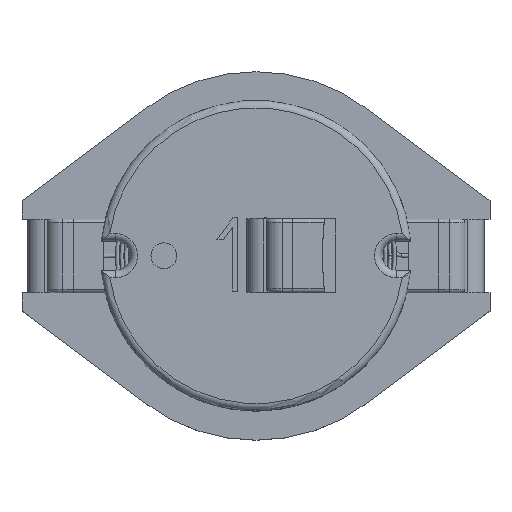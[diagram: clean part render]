
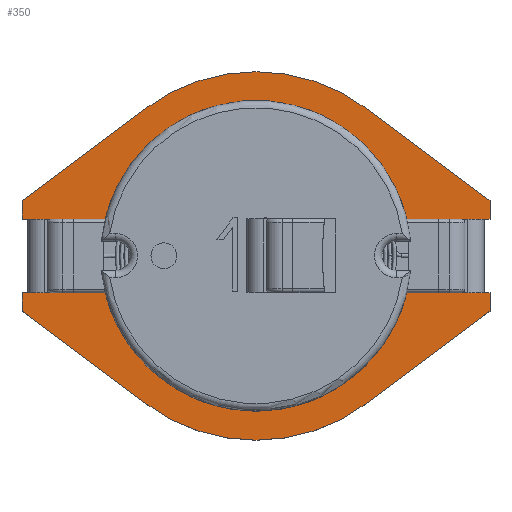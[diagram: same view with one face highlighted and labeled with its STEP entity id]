
A CAD part, top view. The second image highlights one B-rep face of the part: STEP entity #350.
In plain terms, the highlighted planar face has unit normal (0, 0, 1).
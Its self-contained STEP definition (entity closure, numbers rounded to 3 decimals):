
#350 = ADVANCED_FACE( '', ( #660, #661 ), #662, .F. );
#660 = FACE_BOUND( '', #954, .T. );
#661 = FACE_OUTER_BOUND( '', #955, .T. );
#662 = PLANE( '', #956 );
#954 = EDGE_LOOP( '', ( #7739 ) );
#955 = EDGE_LOOP( '', ( #7740, #7741, #7742, #7743, #7744, #7745, #7746, #7747, #7748, #7749, #7750, #7751, #7752, #7753, #7754, #7755 ) );
#956 = AXIS2_PLACEMENT_3D( '', #7756, #7757, #7758 );
#7739 = ORIENTED_EDGE( '', *, *, #8673, .F. );
#7740 = ORIENTED_EDGE( '', *, *, #8674, .T. );
#7741 = ORIENTED_EDGE( '', *, *, #8675, .F. );
#7742 = ORIENTED_EDGE( '', *, *, #8676, .F. );
#7743 = ORIENTED_EDGE( '', *, *, #8677, .F. );
#7744 = ORIENTED_EDGE( '', *, *, #8678, .F. );
#7745 = ORIENTED_EDGE( '', *, *, #8679, .F. );
#7746 = ORIENTED_EDGE( '', *, *, #8680, .F. );
#7747 = ORIENTED_EDGE( '', *, *, #8681, .T. );
#7748 = ORIENTED_EDGE( '', *, *, #8682, .T. );
#7749 = ORIENTED_EDGE( '', *, *, #8683, .F. );
#7750 = ORIENTED_EDGE( '', *, *, #8684, .F. );
#7751 = ORIENTED_EDGE( '', *, *, #8685, .F. );
#7752 = ORIENTED_EDGE( '', *, *, #8686, .F. );
#7753 = ORIENTED_EDGE( '', *, *, #8665, .F. );
#7754 = ORIENTED_EDGE( '', *, *, #8672, .F. );
#7755 = ORIENTED_EDGE( '', *, *, #8687, .T. );
#7756 = CARTESIAN_POINT( '', ( 0., 0., -3.9 ) );
#7757 = DIRECTION( '', ( 0., 0., -1. ) );
#7758 = DIRECTION( '', ( -1., 0., 0. ) );
#8665 = EDGE_CURVE( '', #8966, #8969, #8970, .T. );
#8672 = EDGE_CURVE( '', #8980, #8966, #8982, .T. );
#8673 = EDGE_CURVE( '', #8983, #8983, #8984, .F. );
#8674 = EDGE_CURVE( '', #8985, #8986, #8987, .T. );
#8675 = EDGE_CURVE( '', #8988, #8986, #8989, .T. );
#8676 = EDGE_CURVE( '', #8990, #8988, #8991, .T. );
#8677 = EDGE_CURVE( '', #8992, #8990, #8993, .T. );
#8678 = EDGE_CURVE( '', #8994, #8992, #8995, .T. );
#8679 = EDGE_CURVE( '', #8996, #8994, #8997, .T. );
#8680 = EDGE_CURVE( '', #8998, #8996, #8999, .T. );
#8681 = EDGE_CURVE( '', #8998, #9000, #9001, .T. );
#8682 = EDGE_CURVE( '', #9000, #9002, #9003, .T. );
#8683 = EDGE_CURVE( '', #9004, #9002, #9005, .T. );
#8684 = EDGE_CURVE( '', #9006, #9004, #9007, .T. );
#8685 = EDGE_CURVE( '', #9008, #9006, #9009, .T. );
#8686 = EDGE_CURVE( '', #8969, #9008, #9010, .T. );
#8687 = EDGE_CURVE( '', #8980, #8985, #9011, .T. );
#8966 = VERTEX_POINT( '', #9309 );
#8969 = VERTEX_POINT( '', #9313 );
#8970 = LINE( '', #9314, #9315 );
#8980 = VERTEX_POINT( '', #9330 );
#8982 = LINE( '', #9333, #9334 );
#8983 = VERTEX_POINT( '', #9335 );
#8984 = CIRCLE( '', #9336, 4.215 );
#8985 = VERTEX_POINT( '', #9337 );
#8986 = VERTEX_POINT( '', #9338 );
#8987 = LINE( '', #9339, #9340 );
#8988 = VERTEX_POINT( '', #9341 );
#8989 = LINE( '', #9342, #9343 );
#8990 = VERTEX_POINT( '', #9344 );
#8991 = LINE( '', #9345, #9346 );
#8992 = VERTEX_POINT( '', #9347 );
#8993 = CIRCLE( '', #9348, 5. );
#8994 = VERTEX_POINT( '', #9349 );
#8995 = LINE( '', #9350, #9351 );
#8996 = VERTEX_POINT( '', #9352 );
#8997 = LINE( '', #9353, #9354 );
#8998 = VERTEX_POINT( '', #9355 );
#8999 = LINE( '', #9356, #9357 );
#9000 = VERTEX_POINT( '', #9358 );
#9001 = LINE( '', #9359, #9360 );
#9002 = VERTEX_POINT( '', #9361 );
#9003 = LINE( '', #9362, #9363 );
#9004 = VERTEX_POINT( '', #9364 );
#9005 = LINE( '', #9365, #9366 );
#9006 = VERTEX_POINT( '', #9367 );
#9007 = LINE( '', #9368, #9369 );
#9008 = VERTEX_POINT( '', #9370 );
#9009 = CIRCLE( '', #9371, 5. );
#9010 = LINE( '', #9372, #9373 );
#9011 = LINE( '', #9374, #9375 );
#9309 = CARTESIAN_POINT( '', ( 6.35, -1., -3.9 ) );
#9313 = CARTESIAN_POINT( '', ( 6.35, -1.5, -3.9 ) );
#9314 = CARTESIAN_POINT( '', ( 6.35, -1.5, -3.9 ) );
#9315 = VECTOR( '', #10159, 1000. );
#9330 = CARTESIAN_POINT( '', ( 5.95, -1., -3.9 ) );
#9333 = CARTESIAN_POINT( '', ( 5.95, -1., -3.9 ) );
#9334 = VECTOR( '', #10166, 1000. );
#9335 = CARTESIAN_POINT( '', ( -4.215, 0., -3.9 ) );
#9336 = AXIS2_PLACEMENT_3D( '', #10167, #10168, #10169 );
#9337 = CARTESIAN_POINT( '', ( 5.95, 1., -3.9 ) );
#9338 = CARTESIAN_POINT( '', ( 6.35, 1., -3.9 ) );
#9339 = CARTESIAN_POINT( '', ( 5.95, 1., -3.9 ) );
#9340 = VECTOR( '', #10170, 1000. );
#9341 = CARTESIAN_POINT( '', ( 6.35, 1.5, -3.9 ) );
#9342 = CARTESIAN_POINT( '', ( 6.35, -1.5, -3.9 ) );
#9343 = VECTOR( '', #10171, 1000. );
#9344 = CARTESIAN_POINT( '', ( 2.99, 4.007, -3.9 ) );
#9345 = CARTESIAN_POINT( '', ( 6.35, 1.5, -3.9 ) );
#9346 = VECTOR( '', #10172, 1000. );
#9347 = CARTESIAN_POINT( '', ( -2.99, 4.007, -3.9 ) );
#9348 = AXIS2_PLACEMENT_3D( '', #10173, #10174, #10175 );
#9349 = CARTESIAN_POINT( '', ( -6.35, 1.5, -3.9 ) );
#9350 = CARTESIAN_POINT( '', ( -6.35, 1.5, -3.9 ) );
#9351 = VECTOR( '', #10176, 1000. );
#9352 = CARTESIAN_POINT( '', ( -6.35, 1., -3.9 ) );
#9353 = CARTESIAN_POINT( '', ( -6.35, -1.5, -3.9 ) );
#9354 = VECTOR( '', #10177, 1000. );
#9355 = CARTESIAN_POINT( '', ( -5.95, 1., -3.9 ) );
#9356 = CARTESIAN_POINT( '', ( -5.95, 1., -3.9 ) );
#9357 = VECTOR( '', #10178, 1000. );
#9358 = CARTESIAN_POINT( '', ( -5.95, -1., -3.9 ) );
#9359 = CARTESIAN_POINT( '', ( -5.95, -1., -3.9 ) );
#9360 = VECTOR( '', #10179, 1000. );
#9361 = CARTESIAN_POINT( '', ( -6.35, -1., -3.9 ) );
#9362 = CARTESIAN_POINT( '', ( -5.95, -1., -3.9 ) );
#9363 = VECTOR( '', #10180, 1000. );
#9364 = CARTESIAN_POINT( '', ( -6.35, -1.5, -3.9 ) );
#9365 = CARTESIAN_POINT( '', ( -6.35, -1.5, -3.9 ) );
#9366 = VECTOR( '', #10181, 1000. );
#9367 = CARTESIAN_POINT( '', ( -2.99, -4.007, -3.9 ) );
#9368 = CARTESIAN_POINT( '', ( -6.35, -1.5, -3.9 ) );
#9369 = VECTOR( '', #10182, 1000. );
#9370 = CARTESIAN_POINT( '', ( 2.99, -4.007, -3.9 ) );
#9371 = AXIS2_PLACEMENT_3D( '', #10183, #10184, #10185 );
#9372 = CARTESIAN_POINT( '', ( 6.35, -1.5, -3.9 ) );
#9373 = VECTOR( '', #10186, 1000. );
#9374 = CARTESIAN_POINT( '', ( 5.95, -1., -3.9 ) );
#9375 = VECTOR( '', #10187, 1000. );
#10159 = DIRECTION( '', ( 0., -1., 0. ) );
#10166 = DIRECTION( '', ( 1., 0., 0. ) );
#10167 = CARTESIAN_POINT( '', ( 0., 0., -3.9 ) );
#10168 = DIRECTION( '', ( 0., 0., -1. ) );
#10169 = DIRECTION( '', ( -1., 0., 0. ) );
#10170 = DIRECTION( '', ( 1., 0., 0. ) );
#10171 = DIRECTION( '', ( 0., -1., 0. ) );
#10172 = DIRECTION( '', ( 0.801, -0.598, 0. ) );
#10173 = CARTESIAN_POINT( '', ( 0., 0., -3.9 ) );
#10174 = DIRECTION( '', ( 0., 0., -1. ) );
#10175 = DIRECTION( '', ( 1., 0., 0. ) );
#10176 = DIRECTION( '', ( 0.801, 0.598, 0. ) );
#10177 = DIRECTION( '', ( 0., 1., 0. ) );
#10178 = DIRECTION( '', ( -1., 0., 0. ) );
#10179 = DIRECTION( '', ( 0., -1., 0. ) );
#10180 = DIRECTION( '', ( -1., 0., 0. ) );
#10181 = DIRECTION( '', ( 0., 1., 0. ) );
#10182 = DIRECTION( '', ( -0.801, 0.598, 0. ) );
#10183 = CARTESIAN_POINT( '', ( 0., 0., -3.9 ) );
#10184 = DIRECTION( '', ( 0., 0., -1. ) );
#10185 = DIRECTION( '', ( 1., 0., 0. ) );
#10186 = DIRECTION( '', ( -0.801, -0.598, 0. ) );
#10187 = DIRECTION( '', ( 0., 1., 0. ) );
